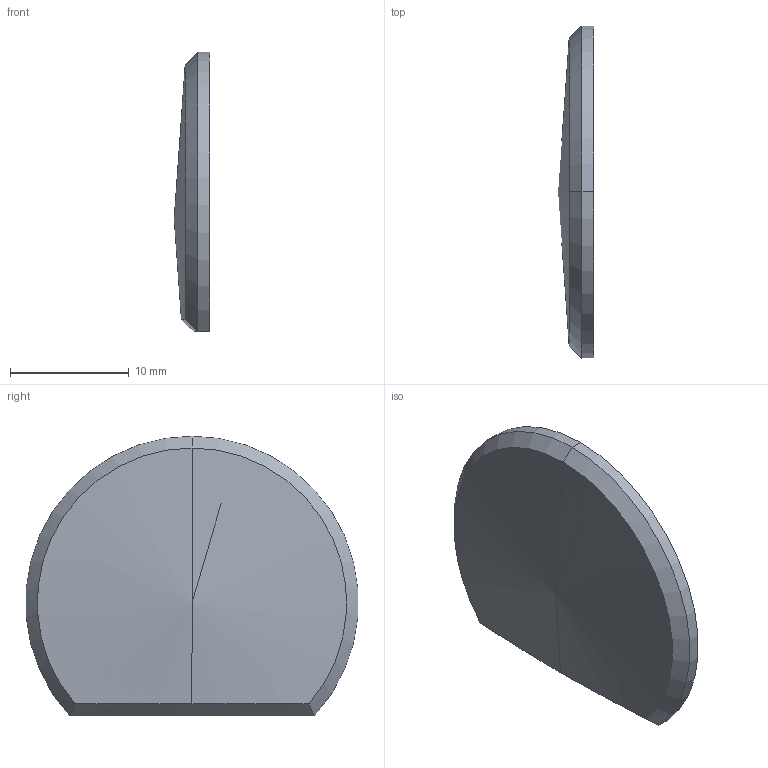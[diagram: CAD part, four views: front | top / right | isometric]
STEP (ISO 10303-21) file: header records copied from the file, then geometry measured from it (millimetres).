
FILE_DESCRIPTION(('STEP AP214'),'1');
FILE_NAME('cctmp_20C60D0C-6E18-4DB8-B4F0-64655E8410D7_2020_1_17_7_40_27_558..stp','2020-01-17T06:40:27',('Bosch Rexroth AG'),('CADClick - www.CADClick.com'),'Spatial InterOp 3D',' ','unknown authorization - (Healing Option Enabled)');
FILE_SCHEMA(('AUTOMOTIVE_DESIGN'));
Length unit declared in the file: millimetre
Products named in the file (1): 2020_01_17__07-40-27-558
Bounding box: 3 x 27.91 x 23.5 mm (x, y, z)
Volume: 1259.3 mm3; surface area: 1232.6 mm2
Topology: 1 solids, 1 shells, 9 faces, 22 edges, 13 vertices
Faces by surface type: cone 4, cylinder 2, plane 2, bspline 1
Entity records: 639 total; most frequent: CARTESIAN_POINT 351, ORIENTED_EDGE 40, DIRECTION 37, EDGE_CURVE 20, AXIS2_PLACEMENT_3D 15, VERTEX_POINT 13, STYLED_ITEM 10, PRESENTATION_STYLE_ASSIGNMENT 10
